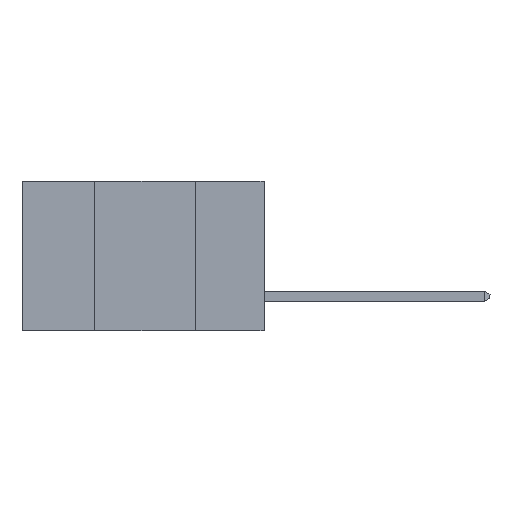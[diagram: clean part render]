
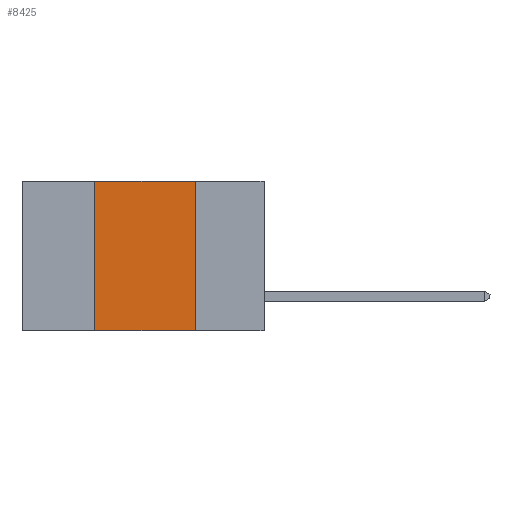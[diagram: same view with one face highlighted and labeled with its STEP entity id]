
A CAD part, left-side view. The second image highlights one B-rep face of the part: STEP entity #8425.
In plain terms, the highlighted planar face has unit normal (-1, 0, 0).
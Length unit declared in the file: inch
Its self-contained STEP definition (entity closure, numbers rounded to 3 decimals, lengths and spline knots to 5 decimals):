
#335 = VERTEX_POINT ( 'NONE', #5840 ) ;
#698 = DIRECTION ( 'NONE',  ( 0., 0., -1. ) ) ;
#966 = VECTOR ( 'NONE', #2701, 39.37008 ) ;
#1408 = EDGE_CURVE ( 'NONE', #8275, #335, #3810, .T. ) ;
#1441 = DIRECTION ( 'NONE',  ( 0., -1., 0. ) ) ;
#1708 = EDGE_CURVE ( 'NONE', #7756, #8275, #4925, .T. ) ;
#2397 = ORIENTED_EDGE ( 'NONE', *, *, #1408, .F. ) ;
#2585 = ORIENTED_EDGE ( 'NONE', *, *, #9170, .F. ) ;
#2605 = PLANE ( 'NONE',  #6216 ) ;
#2662 = DIRECTION ( 'NONE',  ( 1., 0., 0. ) ) ;
#2701 = DIRECTION ( 'NONE',  ( 0., 0., 1. ) ) ;
#2902 = EDGE_LOOP ( 'NONE', ( #2585, #2397, #4012, #4093 ) ) ;
#3041 = LINE ( 'NONE', #4544, #6126 ) ;
#3429 = VECTOR ( 'NONE', #698, 39.37008 ) ;
#3705 = DIRECTION ( 'NONE',  ( 0., -1., 0. ) ) ;
#3810 = LINE ( 'NONE', #9287, #7047 ) ;
#4012 = ORIENTED_EDGE ( 'NONE', *, *, #1708, .F. ) ;
#4093 = ORIENTED_EDGE ( 'NONE', *, *, #6308, .T. ) ;
#4544 = CARTESIAN_POINT ( 'NONE',  ( 0., 0.6, -0.37 ) ) ;
#4667 = CARTESIAN_POINT ( 'NONE',  ( 0., 0.17, -0.37 ) ) ;
#4834 = CARTESIAN_POINT ( 'NONE',  ( 0., 0.42, 0. ) ) ;
#4925 = LINE ( 'NONE', #5809, #966 ) ;
#5153 = FACE_OUTER_BOUND ( 'NONE', #2902, .T. ) ;
#5793 = VERTEX_POINT ( 'NONE', #7434 ) ;
#5809 = CARTESIAN_POINT ( 'NONE',  ( 0., 0.42, -0.37 ) ) ;
#5840 = CARTESIAN_POINT ( 'NONE',  ( 0., 0.17, 0. ) ) ;
#6126 = VECTOR ( 'NONE', #1441, 39.37008 ) ;
#6216 = AXIS2_PLACEMENT_3D ( 'NONE', #8821, #2662, #8877 ) ;
#6308 = EDGE_CURVE ( 'NONE', #7756, #5793, #3041, .T. ) ;
#7047 = VECTOR ( 'NONE', #3705, 39.37008 ) ;
#7068 = LINE ( 'NONE', #4667, #3429 ) ;
#7434 = CARTESIAN_POINT ( 'NONE',  ( 0., 0.17, -0.37 ) ) ;
#7756 = VERTEX_POINT ( 'NONE', #8601 ) ;
#8275 = VERTEX_POINT ( 'NONE', #4834 ) ;
#8425 = ADVANCED_FACE ( 'NONE', ( #5153 ), #2605, .F. ) ;
#8601 = CARTESIAN_POINT ( 'NONE',  ( 0., 0.42, -0.37 ) ) ;
#8821 = CARTESIAN_POINT ( 'NONE',  ( 0., 0.6, 0. ) ) ;
#8877 = DIRECTION ( 'NONE',  ( 0., 0., -1. ) ) ;
#9170 = EDGE_CURVE ( 'NONE', #335, #5793, #7068, .T. ) ;
#9287 = CARTESIAN_POINT ( 'NONE',  ( 0., 0.6, 0. ) ) ;
